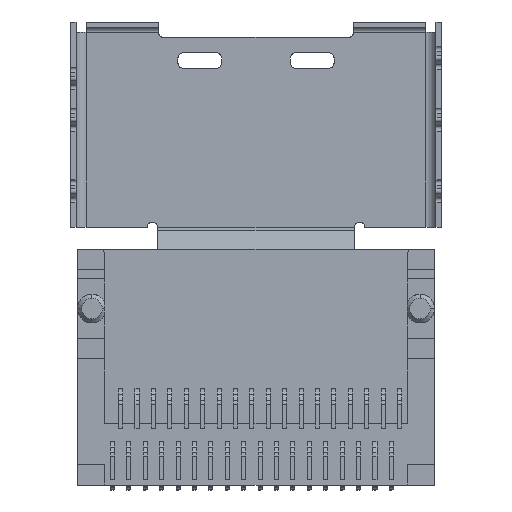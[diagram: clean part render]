
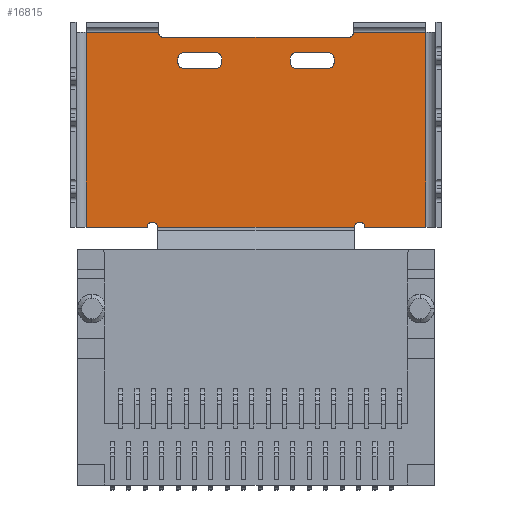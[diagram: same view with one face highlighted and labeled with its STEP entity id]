
A CAD part, front view. The second image highlights one B-rep face of the part: STEP entity #16815.
In plain terms, the highlighted planar face has unit normal (0, -1, 0).
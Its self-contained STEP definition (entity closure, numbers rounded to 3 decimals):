
#2822=EDGE_CURVE('',#8209,#8212,#8215,.T.);
#2824=EDGE_CURVE('',#8217,#8218,#8219,.T.);
#2826=EDGE_CURVE('',#8218,#8221,#8222,.T.);
#2828=EDGE_CURVE('',#8221,#8224,#8225,.T.);
#2830=EDGE_CURVE('',#8224,#8227,#8228,.T.);
#2832=EDGE_CURVE('',#8227,#8230,#8231,.T.);
#2834=EDGE_CURVE('',#8230,#8233,#8234,.T.);
#2836=EDGE_CURVE('',#8236,#8233,#8237,.T.);
#2838=EDGE_CURVE('',#8239,#8236,#8240,.T.);
#2840=EDGE_CURVE('',#8239,#8242,#8243,.T.);
#2842=EDGE_CURVE('',#8242,#8104,#8245,.T.);
#2844=EDGE_CURVE('',#8104,#8079,#8247,.T.);
#2846=EDGE_CURVE('',#8079,#8217,#8249,.T.);
#2848=EDGE_CURVE('',#8212,#8251,#8252,.T.);
#2850=EDGE_CURVE('',#8251,#8254,#8255,.T.);
#2852=EDGE_CURVE('',#8254,#8257,#8258,.T.);
#2854=EDGE_CURVE('',#8257,#8260,#8261,.T.);
#2856=EDGE_CURVE('',#8260,#8263,#8264,.T.);
#2858=EDGE_CURVE('',#8263,#8266,#8267,.T.);
#2860=EDGE_CURVE('',#8266,#8209,#8269,.T.);
#2862=EDGE_CURVE('',#8271,#8272,#8273,.T.);
#2864=EDGE_CURVE('',#8272,#8275,#8276,.T.);
#2866=EDGE_CURVE('',#8275,#8278,#8279,.T.);
#2868=EDGE_CURVE('',#8278,#8281,#8282,.T.);
#2870=EDGE_CURVE('',#8281,#8284,#8285,.T.);
#2872=EDGE_CURVE('',#8284,#8287,#8288,.T.);
#2874=EDGE_CURVE('',#8287,#8290,#8291,.T.);
#2876=EDGE_CURVE('',#8290,#8271,#8293,.T.);
#8079=VERTEX_POINT('',#15232);
#8104=VERTEX_POINT('',#15270);
#8209=VERTEX_POINT('',#15433);
#8212=VERTEX_POINT('',#15438);
#8215=CIRCLE('',#15443,0.25);
#8217=VERTEX_POINT('',#15446);
#8218=VERTEX_POINT('',#15447);
#8219=LINE('',#15448,#15449);
#8221=VERTEX_POINT('',#15452);
#8222=LINE('',#15453,#15454);
#8224=VERTEX_POINT('',#15457);
#8225=LINE('',#15458,#15459);
#8227=VERTEX_POINT('',#15462);
#8228=CIRCLE('',#15463,0.25);
#8230=VERTEX_POINT('',#15466);
#8231=LINE('',#15467,#15468);
#8233=VERTEX_POINT('',#15471);
#8234=CIRCLE('',#15472,0.25);
#8236=VERTEX_POINT('',#15475);
#8237=LINE('',#15476,#15477);
#8239=VERTEX_POINT('',#15480);
#8240=LINE('',#15481,#15482);
#8242=VERTEX_POINT('',#15485);
#8243=LINE('',#15486,#15487);
#8245=CIRCLE('',#15490,0.25);
#8247=LINE('',#15493,#15494);
#8249=CIRCLE('',#15497,0.25);
#8251=VERTEX_POINT('',#15500);
#8252=LINE('',#15501,#15502);
#8254=VERTEX_POINT('',#15505);
#8255=CIRCLE('',#15506,0.25);
#8257=VERTEX_POINT('',#15509);
#8258=LINE('',#15510,#15511);
#8260=VERTEX_POINT('',#15514);
#8261=CIRCLE('',#15515,0.25);
#8263=VERTEX_POINT('',#15518);
#8264=LINE('',#15519,#15520);
#8266=VERTEX_POINT('',#15523);
#8267=CIRCLE('',#15524,0.25);
#8269=LINE('',#15527,#15528);
#8271=VERTEX_POINT('',#15531);
#8272=VERTEX_POINT('',#15532);
#8273=CIRCLE('',#15533,0.25);
#8275=VERTEX_POINT('',#15536);
#8276=LINE('',#15537,#15538);
#8278=VERTEX_POINT('',#15541);
#8279=CIRCLE('',#15542,0.25);
#8281=VERTEX_POINT('',#15545);
#8282=LINE('',#15546,#15547);
#8284=VERTEX_POINT('',#15550);
#8285=CIRCLE('',#15551,0.25);
#8287=VERTEX_POINT('',#15554);
#8288=LINE('',#15555,#15556);
#8290=VERTEX_POINT('',#15559);
#8291=CIRCLE('',#15560,0.25);
#8293=LINE('',#15563,#15564);
#15232=CARTESIAN_POINT('',(4.8,4.716,1.07));
#15270=CARTESIAN_POINT('',(-4.8,4.716,1.07));
#15433=CARTESIAN_POINT('',(-3.555,4.716,8.82));
#15438=CARTESIAN_POINT('',(-3.805,4.716,9.07));
#15443=AXIS2_PLACEMENT_3D('',#27945,#27946,#27947);
#15446=CARTESIAN_POINT('',(5.3,4.716,1.07));
#15447=CARTESIAN_POINT('',(8.275,4.716,1.07));
#15448=CARTESIAN_POINT('',(5.3,4.716,1.07));
#15449=VECTOR('',#27948,2.975);
#15452=CARTESIAN_POINT('',(8.275,4.716,10.57));
#15453=CARTESIAN_POINT('',(8.275,4.716,1.07));
#15454=VECTOR('',#27949,9.5);
#15457=CARTESIAN_POINT('',(4.75,4.716,10.57));
#15458=CARTESIAN_POINT('',(8.275,4.716,10.57));
#15459=VECTOR('',#27950,3.525);
#15462=CARTESIAN_POINT('',(4.5,4.716,10.32));
#15463=AXIS2_PLACEMENT_3D('',#27951,#27952,#27953);
#15466=CARTESIAN_POINT('',(-4.5,4.716,10.32));
#15467=CARTESIAN_POINT('',(4.5,4.716,10.32));
#15468=VECTOR('',#27954,9.0);
#15471=CARTESIAN_POINT('',(-4.75,4.716,10.57));
#15472=AXIS2_PLACEMENT_3D('',#27955,#27956,#27957);
#15475=CARTESIAN_POINT('',(-8.275,4.716,10.57));
#15476=CARTESIAN_POINT('',(-8.275,4.716,10.57));
#15477=VECTOR('',#27958,3.525);
#15480=CARTESIAN_POINT('',(-8.275,4.716,1.07));
#15481=CARTESIAN_POINT('',(-8.275,4.716,1.07));
#15482=VECTOR('',#27959,9.5);
#15485=CARTESIAN_POINT('',(-5.3,4.716,1.07));
#15486=CARTESIAN_POINT('',(-8.275,4.716,1.07));
#15487=VECTOR('',#27960,2.975);
#15490=AXIS2_PLACEMENT_3D('',#27961,#27962,#27963);
#15493=CARTESIAN_POINT('',(-4.8,4.716,1.07));
#15494=VECTOR('',#27964,9.6);
#15497=AXIS2_PLACEMENT_3D('',#27965,#27966,#27967);
#15500=CARTESIAN_POINT('',(-3.805,4.716,9.32));
#15501=CARTESIAN_POINT('',(-3.805,4.716,9.07));
#15502=VECTOR('',#27968,0.25);
#15505=CARTESIAN_POINT('',(-3.555,4.716,9.57));
#15506=AXIS2_PLACEMENT_3D('',#27969,#27970,#27971);
#15509=CARTESIAN_POINT('',(-1.925,4.716,9.57));
#15510=CARTESIAN_POINT('',(-3.555,4.716,9.57));
#15511=VECTOR('',#27972,1.63);
#15514=CARTESIAN_POINT('',(-1.675,4.716,9.32));
#15515=AXIS2_PLACEMENT_3D('',#27973,#27974,#27975);
#15518=CARTESIAN_POINT('',(-1.675,4.716,9.07));
#15519=CARTESIAN_POINT('',(-1.675,4.716,9.32));
#15520=VECTOR('',#27976,0.25);
#15523=CARTESIAN_POINT('',(-1.925,4.716,8.82));
#15524=AXIS2_PLACEMENT_3D('',#27977,#27978,#27979);
#15527=CARTESIAN_POINT('',(-1.925,4.716,8.82));
#15528=VECTOR('',#27980,1.63);
#15531=CARTESIAN_POINT('',(1.925,4.716,8.82));
#15532=CARTESIAN_POINT('',(1.675,4.716,9.07));
#15533=AXIS2_PLACEMENT_3D('',#27981,#27982,#27983);
#15536=CARTESIAN_POINT('',(1.675,4.716,9.32));
#15537=CARTESIAN_POINT('',(1.675,4.716,9.07));
#15538=VECTOR('',#27984,0.25);
#15541=CARTESIAN_POINT('',(1.925,4.716,9.57));
#15542=AXIS2_PLACEMENT_3D('',#27985,#27986,#27987);
#15545=CARTESIAN_POINT('',(3.555,4.716,9.57));
#15546=CARTESIAN_POINT('',(1.925,4.716,9.57));
#15547=VECTOR('',#27988,1.63);
#15550=CARTESIAN_POINT('',(3.805,4.716,9.32));
#15551=AXIS2_PLACEMENT_3D('',#27989,#27990,#27991);
#15554=CARTESIAN_POINT('',(3.805,4.716,9.07));
#15555=CARTESIAN_POINT('',(3.805,4.716,9.32));
#15556=VECTOR('',#27992,0.25);
#15559=CARTESIAN_POINT('',(3.555,4.716,8.82));
#15560=AXIS2_PLACEMENT_3D('',#27993,#27994,#27995);
#15563=CARTESIAN_POINT('',(3.555,4.716,8.82));
#15564=VECTOR('',#27996,1.63);
#16815=ADVANCED_FACE('',(#28464,#28465,#28466),#28467,.T.);
#27945=CARTESIAN_POINT('',(-3.555,4.716,9.07));
#27946=DIRECTION('',(0.0,1.0,0.0));
#27947=DIRECTION('',(0.,0.0,-1.0));
#27948=DIRECTION('',(1.0,0.0,0.0));
#27949=DIRECTION('',(0.0,0.0,1.0));
#27950=DIRECTION('',(-1.0,0.0,0.0));
#27951=CARTESIAN_POINT('',(4.5,4.716,10.57));
#27952=DIRECTION('',(-0.0,1.0,0.0));
#27953=DIRECTION('',(1.0,0.0,0.0));
#27954=DIRECTION('',(-1.0,0.0,0.0));
#27955=CARTESIAN_POINT('',(-4.5,4.716,10.57));
#27956=DIRECTION('',(0.0,1.0,0.0));
#27957=DIRECTION('',(0.,0.0,-1.0));
#27958=DIRECTION('',(1.0,0.0,0.0));
#27959=DIRECTION('',(0.0,0.0,1.0));
#27960=DIRECTION('',(1.0,0.0,0.0));
#27961=CARTESIAN_POINT('',(-5.05,4.716,1.07));
#27962=DIRECTION('',(0.0,1.0,0.0));
#27963=DIRECTION('',(-1.0,0.0,0.0));
#27964=DIRECTION('',(1.0,0.0,0.0));
#27965=CARTESIAN_POINT('',(5.05,4.716,1.07));
#27966=DIRECTION('',(0.0,1.0,0.0));
#27967=DIRECTION('',(-1.0,0.0,0.0));
#27968=DIRECTION('',(0.0,0.0,1.0));
#27969=CARTESIAN_POINT('',(-3.555,4.716,9.32));
#27970=DIRECTION('',(0.0,1.0,0.0));
#27971=DIRECTION('',(-1.0,0.0,0.0));
#27972=DIRECTION('',(1.0,0.0,0.0));
#27973=CARTESIAN_POINT('',(-1.925,4.716,9.32));
#27974=DIRECTION('',(0.0,1.0,0.0));
#27975=DIRECTION('',(0.,0.0,1.0));
#27976=DIRECTION('',(0.0,0.0,-1.0));
#27977=CARTESIAN_POINT('',(-1.925,4.716,9.07));
#27978=DIRECTION('',(-0.0,1.0,0.0));
#27979=DIRECTION('',(1.0,0.0,0.0));
#27980=DIRECTION('',(-1.0,0.0,0.0));
#27981=CARTESIAN_POINT('',(1.925,4.716,9.07));
#27982=DIRECTION('',(0.0,1.0,0.0));
#27983=DIRECTION('',(0.0,0.0,-1.0));
#27984=DIRECTION('',(0.0,0.0,1.0));
#27985=CARTESIAN_POINT('',(1.925,4.716,9.32));
#27986=DIRECTION('',(0.0,1.0,0.0));
#27987=DIRECTION('',(-1.0,0.0,0.0));
#27988=DIRECTION('',(1.0,0.0,0.0));
#27989=CARTESIAN_POINT('',(3.555,4.716,9.32));
#27990=DIRECTION('',(0.0,1.0,0.0));
#27991=DIRECTION('',(0.,0.0,1.0));
#27992=DIRECTION('',(0.0,0.0,-1.0));
#27993=CARTESIAN_POINT('',(3.555,4.716,9.07));
#27994=DIRECTION('',(-0.0,1.0,0.0));
#27995=DIRECTION('',(1.0,0.0,0.0));
#27996=DIRECTION('',(-1.0,0.0,0.0));
#28464=FACE_OUTER_BOUND('',#34107,.T.);
#28465=FACE_BOUND('',#34108,.T.);
#28466=FACE_BOUND('',#34109,.T.);
#28467=PLANE('',#34110);
#34107=EDGE_LOOP('',(#36267,#36268,#36269,#36270,#36271,#36272,#36273,#36274,#36275,#36276,#36277,#36278));
#34108=EDGE_LOOP('',(#36279,#36280,#36281,#36282,#36283,#36284,#36285,#36286));
#34109=EDGE_LOOP('',(#36287,#36288,#36289,#36290,#36291,#36292,#36293,#36294));
#34110=AXIS2_PLACEMENT_3D('',#36295,#36296,#36297);
#36267=ORIENTED_EDGE('',*,*,#2824,.T.);
#36268=ORIENTED_EDGE('',*,*,#2826,.T.);
#36269=ORIENTED_EDGE('',*,*,#2828,.T.);
#36270=ORIENTED_EDGE('',*,*,#2830,.T.);
#36271=ORIENTED_EDGE('',*,*,#2832,.T.);
#36272=ORIENTED_EDGE('',*,*,#2834,.T.);
#36273=ORIENTED_EDGE('',*,*,#2836,.F.);
#36274=ORIENTED_EDGE('',*,*,#2838,.F.);
#36275=ORIENTED_EDGE('',*,*,#2840,.T.);
#36276=ORIENTED_EDGE('',*,*,#2842,.T.);
#36277=ORIENTED_EDGE('',*,*,#2844,.T.);
#36278=ORIENTED_EDGE('',*,*,#2846,.T.);
#36279=ORIENTED_EDGE('',*,*,#2848,.T.);
#36280=ORIENTED_EDGE('',*,*,#2850,.T.);
#36281=ORIENTED_EDGE('',*,*,#2852,.T.);
#36282=ORIENTED_EDGE('',*,*,#2854,.T.);
#36283=ORIENTED_EDGE('',*,*,#2856,.T.);
#36284=ORIENTED_EDGE('',*,*,#2858,.T.);
#36285=ORIENTED_EDGE('',*,*,#2860,.T.);
#36286=ORIENTED_EDGE('',*,*,#2822,.T.);
#36287=ORIENTED_EDGE('',*,*,#2862,.T.);
#36288=ORIENTED_EDGE('',*,*,#2864,.T.);
#36289=ORIENTED_EDGE('',*,*,#2866,.T.);
#36290=ORIENTED_EDGE('',*,*,#2868,.T.);
#36291=ORIENTED_EDGE('',*,*,#2870,.T.);
#36292=ORIENTED_EDGE('',*,*,#2872,.T.);
#36293=ORIENTED_EDGE('',*,*,#2874,.T.);
#36294=ORIENTED_EDGE('',*,*,#2876,.T.);
#36295=CARTESIAN_POINT('',(-8.275,4.716,1.07));
#36296=DIRECTION('',(0.0,-1.0,0.0));
#36297=DIRECTION('',(0.0,0.0,-1.0));
